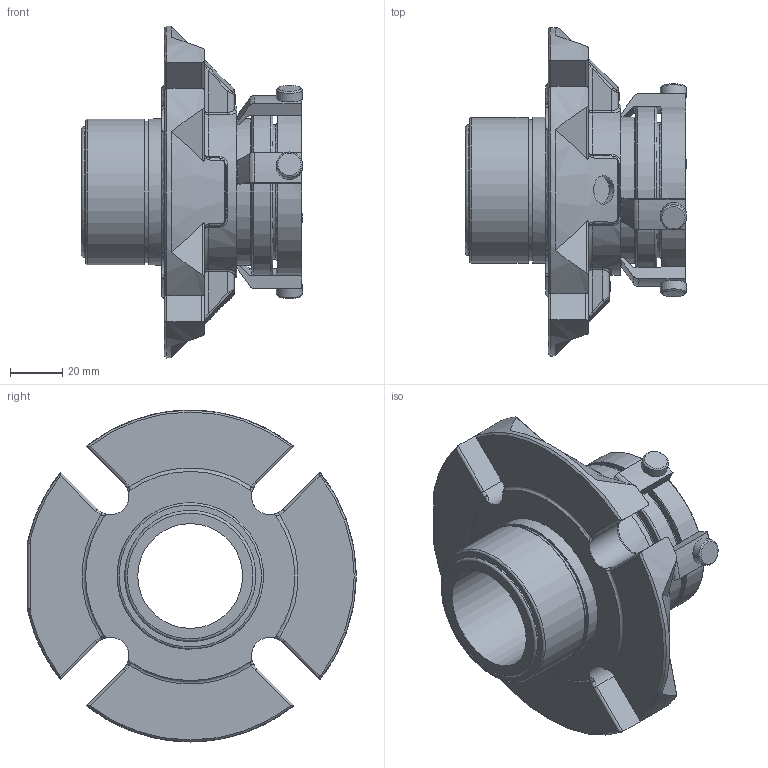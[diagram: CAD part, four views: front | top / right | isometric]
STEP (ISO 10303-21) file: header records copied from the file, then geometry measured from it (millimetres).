
FILE_DESCRIPTION(/* description */ ('Unknown'),/* implementation_level */ '2;1');
FILE_NAME(/* name */ '40mm',/* time_stamp */ '2023-02-06T13:33:46+00:00',/* author */ ('Unknown'),/* organization */ ('Unknown'),/* preprocessor_version */ 'ST-DEVELOPER v16.7',/* originating_system */ 'Solid Edge',/* authorisation */ 'Unknown');
FILE_SCHEMA (('AUTOMOTIVE_DESIGN {1 0 10303 214 3 1 1}'));
Length unit declared in the file: millimetre
Products named in the file (1): 40mm
Bounding box: 84.43 x 125.37 x 126.75 mm (x, y, z)
Volume: 263259 mm3; surface area: 58486.5 mm2
Topology: 1 solids, 1 shells, 490 faces, 1245 edges, 792 vertices
Faces by surface type: plane 190, cylinder 138, bspline 76, torus 61, cone 25
Full cylindrical faces by diameter (mm): 2.821 x1, 10 x4, 10.998 x2, 40.005 x1, 50.038 x1, 51.511 x1, 54.026 x1, 55.829 x2, 55.88 x1, 63.754 x2
Entity records: 17376 total; most frequent: CARTESIAN_POINT 6476, ORIENTED_EDGE 2384, DIRECTION 2005, EDGE_CURVE 1192, VERTEX_POINT 777, AXIS2_PLACEMENT_3D 766, EDGE_LOOP 573, FACE_BOUND 573
